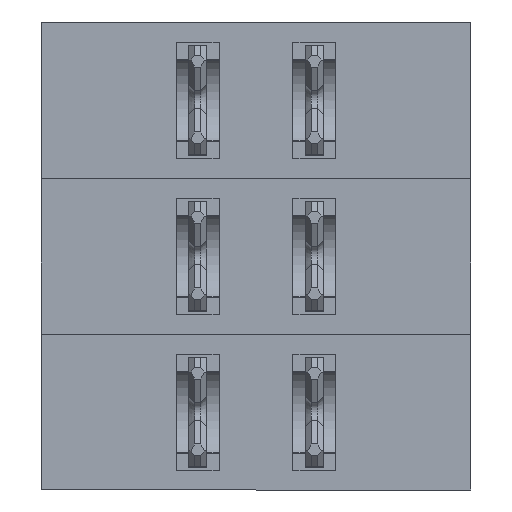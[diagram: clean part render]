
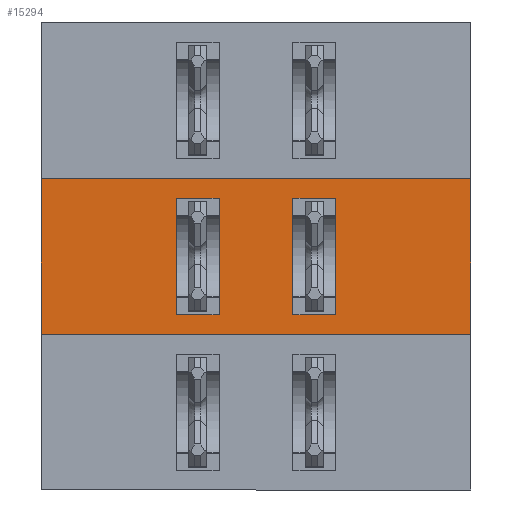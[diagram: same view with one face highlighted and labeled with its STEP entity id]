
A CAD part, front view. The second image highlights one B-rep face of the part: STEP entity #15294.
In plain terms, the highlighted planar face has unit normal (0, -1, 0).
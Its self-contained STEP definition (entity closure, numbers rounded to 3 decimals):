
#1461=ORIENTED_EDGE('',*,*,#5286,.T.);
#1462=ORIENTED_EDGE('',*,*,#5444,.T.);
#1463=ORIENTED_EDGE('',*,*,#5256,.T.);
#1464=ORIENTED_EDGE('',*,*,#5358,.F.);
#1465=ORIENTED_EDGE('',*,*,#5445,.F.);
#1466=ORIENTED_EDGE('',*,*,#5446,.F.);
#1467=ORIENTED_EDGE('',*,*,#5447,.F.);
#1468=ORIENTED_EDGE('',*,*,#5448,.F.);
#1469=ORIENTED_EDGE('',*,*,#5449,.F.);
#1470=ORIENTED_EDGE('',*,*,#5450,.F.);
#1471=ORIENTED_EDGE('',*,*,#5451,.F.);
#1472=ORIENTED_EDGE('',*,*,#5452,.F.);
#5256=EDGE_CURVE('',#7397,#7396,#8982,.T.);
#5286=EDGE_CURVE('',#7418,#7419,#9008,.T.);
#5358=EDGE_CURVE('',#7418,#7396,#9072,.T.);
#5444=EDGE_CURVE('',#7419,#7397,#9151,.T.);
#5445=EDGE_CURVE('',#7501,#7502,#9152,.T.);
#5446=EDGE_CURVE('',#7503,#7501,#9153,.T.);
#5447=EDGE_CURVE('',#7504,#7503,#9154,.T.);
#5448=EDGE_CURVE('',#7502,#7504,#9155,.T.);
#5449=EDGE_CURVE('',#7505,#7506,#9156,.T.);
#5450=EDGE_CURVE('',#7507,#7505,#9157,.T.);
#5451=EDGE_CURVE('',#7508,#7507,#9158,.T.);
#5452=EDGE_CURVE('',#7506,#7508,#9159,.T.);
#7396=VERTEX_POINT('',#21679);
#7397=VERTEX_POINT('',#21681);
#7418=VERTEX_POINT('',#21741);
#7419=VERTEX_POINT('',#21742);
#7501=VERTEX_POINT('',#22051);
#7502=VERTEX_POINT('',#22052);
#7503=VERTEX_POINT('',#22054);
#7504=VERTEX_POINT('',#22056);
#7505=VERTEX_POINT('',#22059);
#7506=VERTEX_POINT('',#22060);
#7507=VERTEX_POINT('',#22062);
#7508=VERTEX_POINT('',#22064);
#8982=LINE('',#21680,#11094);
#9008=LINE('',#21740,#11120);
#9072=LINE('',#21880,#11184);
#9151=LINE('',#22048,#11263);
#9152=LINE('',#22050,#11264);
#9153=LINE('',#22053,#11265);
#9154=LINE('',#22055,#11266);
#9155=LINE('',#22057,#11267);
#9156=LINE('',#22058,#11268);
#9157=LINE('',#22061,#11269);
#9158=LINE('',#22063,#11270);
#9159=LINE('',#22065,#11271);
#11094=VECTOR('',#17534,1000.);
#11120=VECTOR('',#17586,1000.);
#11184=VECTOR('',#17714,1000.);
#11263=VECTOR('',#17893,1000.);
#11264=VECTOR('',#17896,1000.);
#11265=VECTOR('',#17897,1000.);
#11266=VECTOR('',#17898,1000.);
#11267=VECTOR('',#17899,1000.);
#11268=VECTOR('',#17900,1000.);
#11269=VECTOR('',#17901,1000.);
#11270=VECTOR('',#17902,1000.);
#11271=VECTOR('',#17903,1000.);
#12984=EDGE_LOOP('',(#1461,#1462,#1463,#1464));
#12985=EDGE_LOOP('',(#1465,#1466,#1467,#1468));
#12986=EDGE_LOOP('',(#1469,#1470,#1471,#1472));
#13795=FACE_BOUND('',#12984,.T.);
#13796=FACE_BOUND('',#12985,.T.);
#13797=FACE_BOUND('',#12986,.T.);
#14578=PLANE('',#16131);
#15294=ADVANCED_FACE('',(#13795,#13796,#13797),#14578,.F.);
#16131=AXIS2_PLACEMENT_3D('',#22049,#17894,#17895);
#17534=DIRECTION('',(-1.,0.,0.));
#17586=DIRECTION('',(1.,0.,0.));
#17714=DIRECTION('',(0.,0.,1.));
#17893=DIRECTION('',(0.,0.,1.));
#17894=DIRECTION('',(0.,1.,0.));
#17895=DIRECTION('',(1.,0.,0.));
#17896=DIRECTION('',(0.,0.,1.));
#17897=DIRECTION('',(1.,0.,0.));
#17898=DIRECTION('',(0.,0.,-1.));
#17899=DIRECTION('',(-1.,0.,0.));
#17900=DIRECTION('',(0.,0.,-1.));
#17901=DIRECTION('',(-1.,0.,0.));
#17902=DIRECTION('',(0.,0.,1.));
#17903=DIRECTION('',(1.,0.,0.));
#21679=CARTESIAN_POINT('',(-1.8,-16.102,2.532));
#21680=CARTESIAN_POINT('',(1.7,-16.102,2.532));
#21681=CARTESIAN_POINT('',(5.2,-16.102,2.532));
#21740=CARTESIAN_POINT('',(1.7,-16.102,-0.008));
#21741=CARTESIAN_POINT('',(-1.8,-16.102,-0.008));
#21742=CARTESIAN_POINT('',(5.2,-16.102,-0.008));
#21880=CARTESIAN_POINT('',(-1.8,-16.102,-2.54));
#22048=CARTESIAN_POINT('',(5.2,-16.102,-2.54));
#22049=CARTESIAN_POINT('',(-1.8,-16.102,-2.54));
#22050=CARTESIAN_POINT('',(3.,-16.102,-2.54));
#22051=CARTESIAN_POINT('',(3.,-16.102,0.312));
#22052=CARTESIAN_POINT('',(3.,-16.102,2.212));
#22053=CARTESIAN_POINT('',(1.7,-16.102,0.312));
#22054=CARTESIAN_POINT('',(2.3,-16.102,0.312));
#22055=CARTESIAN_POINT('',(2.3,-16.102,-2.54));
#22056=CARTESIAN_POINT('',(2.3,-16.102,2.212));
#22057=CARTESIAN_POINT('',(1.7,-16.102,2.212));
#22058=CARTESIAN_POINT('',(0.4,-16.102,-2.54));
#22059=CARTESIAN_POINT('',(0.4,-16.102,2.212));
#22060=CARTESIAN_POINT('',(0.4,-16.102,0.312));
#22061=CARTESIAN_POINT('',(1.7,-16.102,2.212));
#22062=CARTESIAN_POINT('',(1.1,-16.102,2.212));
#22063=CARTESIAN_POINT('',(1.1,-16.102,-2.54));
#22064=CARTESIAN_POINT('',(1.1,-16.102,0.312));
#22065=CARTESIAN_POINT('',(1.7,-16.102,0.312));
